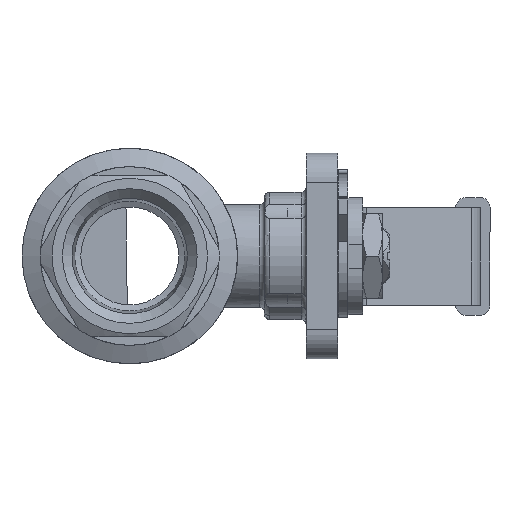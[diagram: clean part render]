
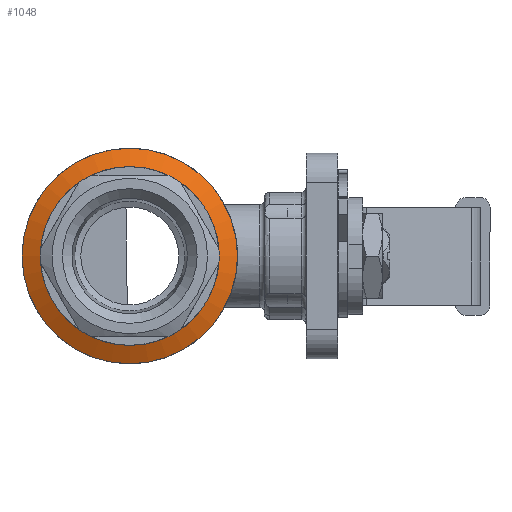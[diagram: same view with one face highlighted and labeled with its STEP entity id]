
A CAD part, left-side view. The second image highlights one B-rep face of the part: STEP entity #1048.
In plain terms, the highlighted conical face has half-angle 65 degrees and reference radius 22 mm.
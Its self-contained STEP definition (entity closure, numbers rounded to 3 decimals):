
#1048=ADVANCED_FACE('',(#2100,#2101),#2102,.T.);
#2100=FACE_BOUND('',#3310,.T.);
#2101=FACE_OUTER_BOUND('',#3311,.T.);
#2102=CONICAL_SURFACE('',#3312,22.0,1.134);
#3310=EDGE_LOOP('',(#5304));
#3311=EDGE_LOOP('',(#5305));
#3312=AXIS2_PLACEMENT_3D('',#5306,#5307,#5308);
#5304=ORIENTED_EDGE('',*,*,#7350,.T.);
#5305=ORIENTED_EDGE('',*,*,#7387,.F.);
#5306=CARTESIAN_POINT('',(-22.2,0.0,0.));
#5307=DIRECTION('',(1.0,0.,0.));
#5308=DIRECTION('',(0.,0.0,-1.0));
#7350=EDGE_CURVE('',#8684,#8684,#8685,.T.);
#7387=EDGE_CURVE('',#8736,#8736,#8737,.T.);
#8684=VERTEX_POINT('',#10939);
#8685=CIRCLE('',#10940,18.25);
#8736=VERTEX_POINT('',#10992);
#8737=CIRCLE('',#10993,22.0);
#10939=CARTESIAN_POINT('',(-23.949,0.0,-18.25));
#10940=AXIS2_PLACEMENT_3D('',#13108,#13109,#13110);
#10992=CARTESIAN_POINT('',(-22.2,0.0,-22.0));
#10993=AXIS2_PLACEMENT_3D('',#13154,#13155,#13156);
#13108=CARTESIAN_POINT('',(-23.949,0.0,0.));
#13109=DIRECTION('',(1.0,0.,0.));
#13110=DIRECTION('',(0.,0.0,-1.0));
#13154=CARTESIAN_POINT('',(-22.2,0.0,0.));
#13155=DIRECTION('',(1.0,0.,0.));
#13156=DIRECTION('',(0.,0.0,-1.0));
